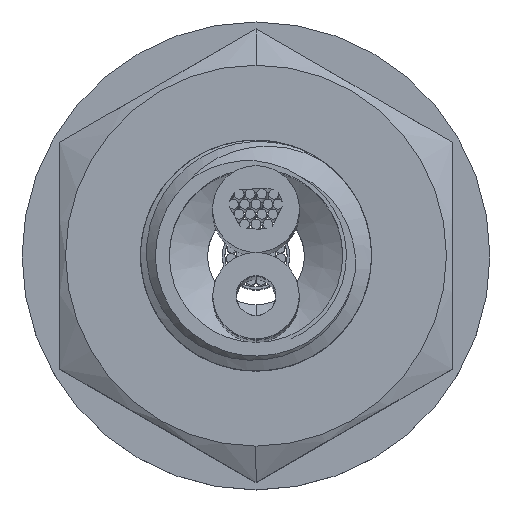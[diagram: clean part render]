
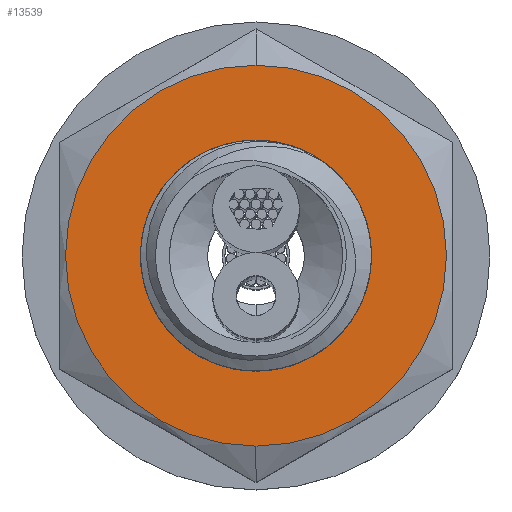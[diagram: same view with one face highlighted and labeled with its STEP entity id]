
A CAD part, top view. The second image highlights one B-rep face of the part: STEP entity #13539.
In plain terms, the highlighted face is planar.
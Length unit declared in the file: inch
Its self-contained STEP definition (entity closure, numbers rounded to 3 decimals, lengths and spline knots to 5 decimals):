
#12790=CARTESIAN_POINT('',(0.,0.13696,0.));
#12791=DIRECTION('',(0.,1.,0.));
#12792=DIRECTION('',(0.,0.,1.));
#12793=AXIS2_PLACEMENT_3D('',#12790,#12791,#12792);
#12803=CARTESIAN_POINT('',(0.,0.13696,0.));
#12804=DIRECTION('',(0.,1.,0.));
#12805=DIRECTION('',(0.,0.,-1.));
#12806=AXIS2_PLACEMENT_3D('',#12803,#12804,#12805);
#13401=CARTESIAN_POINT('',(0.,0.13696,0.));
#13402=DIRECTION('',(0.,-1.,0.));
#13403=DIRECTION('',(0.,0.,1.));
#13404=AXIS2_PLACEMENT_3D('',#13401,#13402,#13403);
#13410=CARTESIAN_POINT('',(0.,0.13696,0.));
#13411=DIRECTION('',(0.,-1.,0.));
#13412=DIRECTION('',(0.,0.,-1.));
#13413=AXIS2_PLACEMENT_3D('',#13410,#13411,#13412);
#13424=CARTESIAN_POINT('',(0.,0.13696,0.19093));
#13425=CARTESIAN_POINT('',(0.,0.13696,-0.19093));
#13426=VERTEX_POINT('',#13424);
#13427=VERTEX_POINT('',#13425);
#13456=CARTESIAN_POINT('',(0.,0.13696,-0.10462));
#13457=VERTEX_POINT('',#13456);
#13482=CARTESIAN_POINT('',(0.,0.13696,0.10462));
#13483=VERTEX_POINT('',#13482);
#13523=CARTESIAN_POINT('',(0.09843,0.13696,0.));
#13524=DIRECTION('',(0.,1.,0.));
#13525=DIRECTION('',(0.,0.,1.));
#13526=AXIS2_PLACEMENT_3D('',#13523,#13524,#13525);
#13527=PLANE('',#13526);
#13528=ORIENTED_EDGE('',*,*,#13508,.F.);
#13530=ORIENTED_EDGE('',*,*,#13529,.F.);
#13531=EDGE_LOOP('',(#13528,#13530));
#13532=FACE_OUTER_BOUND('',#13531,.F.);
#13534=ORIENTED_EDGE('',*,*,#13533,.F.);
#13536=ORIENTED_EDGE('',*,*,#13535,.F.);
#13537=EDGE_LOOP('',(#13534,#13536));
#13538=FACE_BOUND('',#13537,.F.);
#13539=ADVANCED_FACE('',(#13532,#13538),#13527,.T.);
#12794=CIRCLE('',#12793,0.19093);
#12807=CIRCLE('',#12806,0.19093);
#13405=CIRCLE('',#13404,0.10462);
#13414=CIRCLE('',#13413,0.10462);
#13508=EDGE_CURVE('',#13426,#13427,#12794,.T.);
#13529=EDGE_CURVE('',#13427,#13426,#12807,.T.);
#13533=EDGE_CURVE('',#13457,#13483,#13414,.T.);
#13535=EDGE_CURVE('',#13483,#13457,#13405,.T.);
